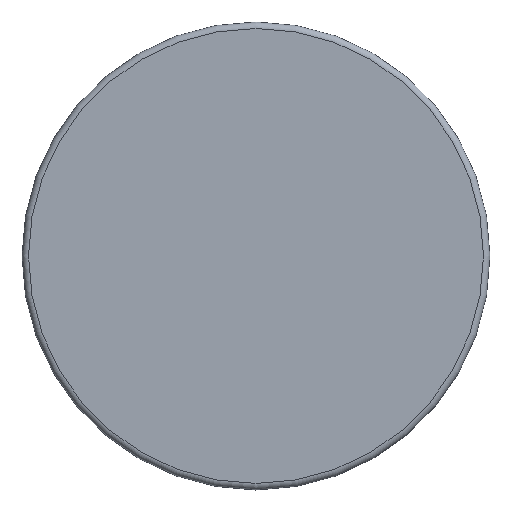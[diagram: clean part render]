
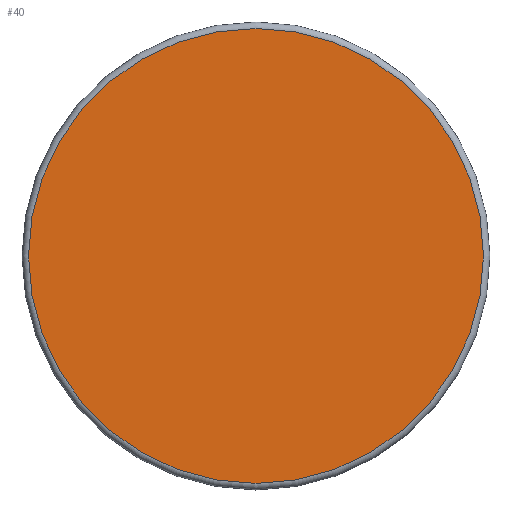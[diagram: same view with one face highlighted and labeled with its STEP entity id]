
A CAD part, top view. The second image highlights one B-rep face of the part: STEP entity #40.
In plain terms, the highlighted planar face has unit normal (0, 0, 1).
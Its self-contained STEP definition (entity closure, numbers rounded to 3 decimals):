
#40 = ADVANCED_FACE( '', ( #81 ), #82, .F. );
#81 = FACE_OUTER_BOUND( '', #152, .T. );
#82 = PLANE( '', #153 );
#152 = EDGE_LOOP( '', ( #188 ) );
#153 = AXIS2_PLACEMENT_3D( '', #189, #190, #191 );
#188 = ORIENTED_EDGE( '', *, *, #218, .T. );
#189 = CARTESIAN_POINT( '', ( 18., 0., 15. ) );
#190 = DIRECTION( '', ( 0., 0., -1. ) );
#191 = DIRECTION( '', ( -1., 0., 0. ) );
#218 = EDGE_CURVE( '', #238, #238, #239, .F. );
#238 = VERTEX_POINT( '', #260 );
#239 = CIRCLE( '', #261, 17.5 );
#260 = CARTESIAN_POINT( '', ( -17.5, 0., 15. ) );
#261 = AXIS2_PLACEMENT_3D( '', #283, #284, #285 );
#283 = CARTESIAN_POINT( '', ( 0., 0., 15. ) );
#284 = DIRECTION( '', ( 0., 0., -1. ) );
#285 = DIRECTION( '', ( -1., 0., 0. ) );
